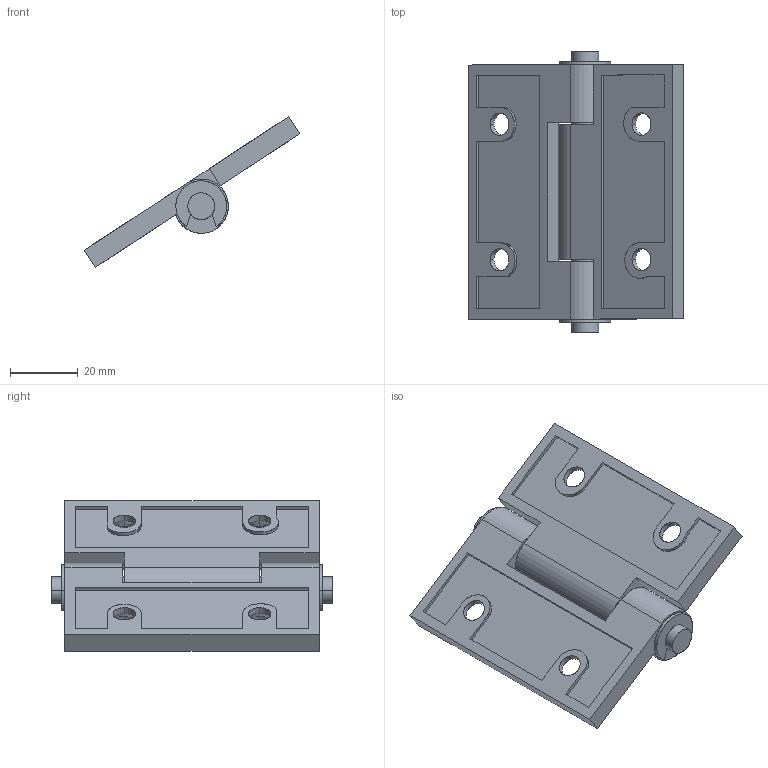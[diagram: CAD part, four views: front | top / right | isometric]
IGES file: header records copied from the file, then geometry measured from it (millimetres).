
Start section: SolidWorks IGES file using analytic representation for surfaces
Global section: file name: 200-2.IGS; native system: SolidWorks 2006 by SolidWorks Corporation; preprocessor: SolidWorks 2006 by SolidWorks Corporation; author: Deathkiller; date: 080620.093557; units: millimetre
Bounding box: 63.56 x 83 x 44.4 mm (x, y, z)
Surface area: 20157.8 mm2 (no closed solid volume)
Topology: 0 solids, 0 shells, 107 faces, 1526 edges, 1526 vertices
Faces by surface type: revolution 58, bspline 49
